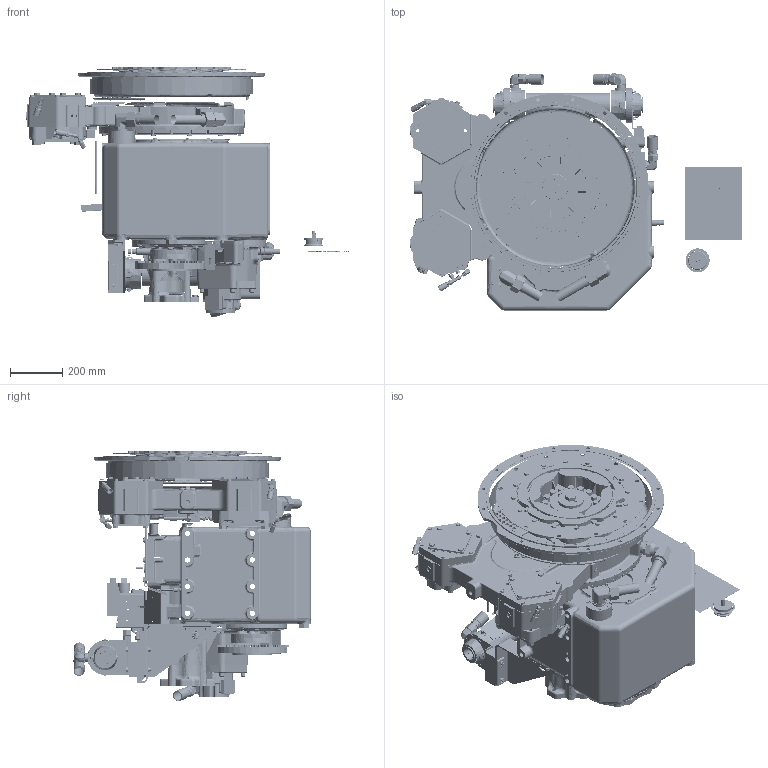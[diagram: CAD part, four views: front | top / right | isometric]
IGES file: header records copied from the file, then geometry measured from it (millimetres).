
Start section: SolidWorks IGES file using analytic representation for surfaces
Global section: file name: PX1032494B.IGS; native system: SolidWorks 2015; preprocessor: SolidWorks 2015; author: josephf; date: 170525.104209; units: inch
Bounding box: 1267.57 x 905.41 x 957.6 mm (x, y, z)
Surface area: 7300839.3 mm2 (no closed solid volume)
Topology: 0 solids, 0 shells, 5925 faces, 132749 edges, 131957 vertices
Faces by surface type: bspline 3790, revolution 2135
